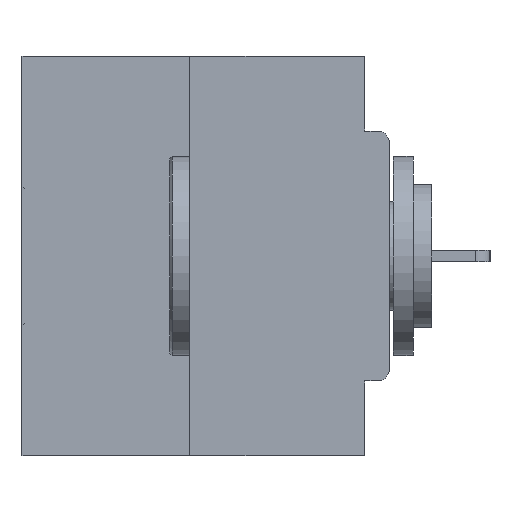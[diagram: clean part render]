
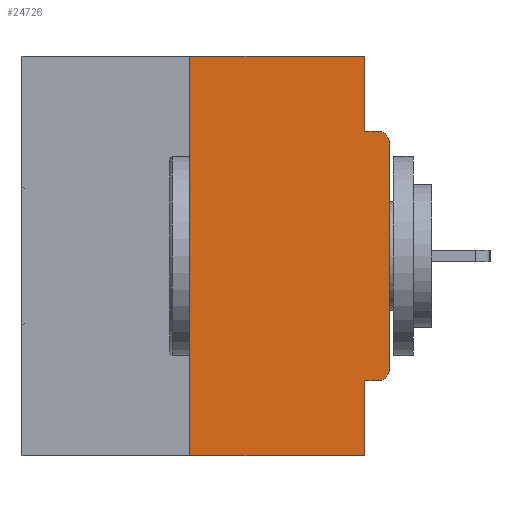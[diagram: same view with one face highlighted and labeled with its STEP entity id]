
A CAD part, left-side view. The second image highlights one B-rep face of the part: STEP entity #24726.
In plain terms, the highlighted planar face has unit normal (-1, 0, 0).
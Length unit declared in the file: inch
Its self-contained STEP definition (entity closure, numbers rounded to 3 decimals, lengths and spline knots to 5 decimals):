
#209 = EDGE_CURVE ( 'NONE', #12267, #32725, #25255, .T. ) ;
#1253 = ORIENTED_EDGE ( 'NONE', *, *, #31729, .F. ) ;
#1550 = ORIENTED_EDGE ( 'NONE', *, *, #19785, .F. ) ;
#1620 = LINE ( 'NONE', #3975, #8605 ) ;
#2205 = EDGE_CURVE ( 'NONE', #24868, #24621, #16310, .T. ) ;
#2723 = VECTOR ( 'NONE', #18642, 39.37008 ) ;
#2927 = ORIENTED_EDGE ( 'NONE', *, *, #21796, .F. ) ;
#2944 = CARTESIAN_POINT ( 'NONE',  ( 0., 0., 0. ) ) ;
#3229 = DIRECTION ( 'NONE',  ( 0., 0., -1. ) ) ;
#3411 = PLANE ( 'NONE',  #7934 ) ;
#3830 = CIRCLE ( 'NONE', #5055, 0.015 ) ;
#3951 = CARTESIAN_POINT ( 'NONE',  ( 0., 0.031, -0.4065 ) ) ;
#3975 = CARTESIAN_POINT ( 'NONE',  ( 0., 0., -0.4065 ) ) ;
#5055 = AXIS2_PLACEMENT_3D ( 'NONE', #15793, #26974, #23699 ) ;
#5641 = CARTESIAN_POINT ( 'NONE',  ( 0., 0.031, -0.5 ) ) ;
#6144 = DIRECTION ( 'NONE',  ( 0., -1., 0. ) ) ;
#6761 = CARTESIAN_POINT ( 'NONE',  ( 0., 0.46, 0. ) ) ;
#6951 = LINE ( 'NONE', #6761, #14750 ) ;
#7011 = CARTESIAN_POINT ( 'NONE',  ( 0., 0.031, -0.0935 ) ) ;
#7435 = LINE ( 'NONE', #30351, #2723 ) ;
#7526 = ORIENTED_EDGE ( 'NONE', *, *, #35960, .F. ) ;
#7793 = CARTESIAN_POINT ( 'NONE',  ( 0., 0., -0.1085 ) ) ;
#7929 = EDGE_CURVE ( 'NONE', #31037, #24621, #7435, .T. ) ;
#7934 = AXIS2_PLACEMENT_3D ( 'NONE', #28340, #28526, #3229 ) ;
#8431 = VERTEX_POINT ( 'NONE', #11206 ) ;
#8605 = VECTOR ( 'NONE', #12409, 39.37008 ) ;
#9671 = DIRECTION ( 'NONE',  ( -1., 0., 0. ) ) ;
#10762 = EDGE_CURVE ( 'NONE', #33150, #30199, #27383, .T. ) ;
#11206 = CARTESIAN_POINT ( 'NONE',  ( 0., 0.25, 0. ) ) ;
#11277 = DIRECTION ( 'NONE',  ( 0., 0., -1. ) ) ;
#11281 = VERTEX_POINT ( 'NONE', #20981 ) ;
#12024 = VECTOR ( 'NONE', #24763, 39.37008 ) ;
#12037 = DIRECTION ( 'NONE',  ( 0., 0., 1. ) ) ;
#12267 = VERTEX_POINT ( 'NONE', #24743 ) ;
#12409 = DIRECTION ( 'NONE',  ( 0., 1., 0. ) ) ;
#12638 = VECTOR ( 'NONE', #11277, 39.37008 ) ;
#13563 = ORIENTED_EDGE ( 'NONE', *, *, #2205, .F. ) ;
#14396 = CARTESIAN_POINT ( 'NONE',  ( 0., 0., -0.0935 ) ) ;
#14750 = VECTOR ( 'NONE', #17985, 39.37008 ) ;
#14889 = VECTOR ( 'NONE', #6144, 39.37008 ) ;
#14962 = EDGE_LOOP ( 'NONE', ( #1550, #7526, #31861, #13563, #1253, #21659, #26886, #25479, #2927, #29670 ) ) ;
#15793 = CARTESIAN_POINT ( 'NONE',  ( 0., 0.015, -0.1085 ) ) ;
#16310 = LINE ( 'NONE', #21612, #12024 ) ;
#17985 = DIRECTION ( 'NONE',  ( 0., -1., 0. ) ) ;
#18642 = DIRECTION ( 'NONE',  ( 0., -1., 0. ) ) ;
#18749 = VECTOR ( 'NONE', #12037, 39.37008 ) ;
#18842 = CARTESIAN_POINT ( 'NONE',  ( 0., 0.015, -0.3915 ) ) ;
#19514 = CARTESIAN_POINT ( 'NONE',  ( 0., 0., -0.3915 ) ) ;
#19624 = CARTESIAN_POINT ( 'NONE',  ( 0., 0.25, 0. ) ) ;
#19785 = EDGE_CURVE ( 'NONE', #8431, #12267, #6951, .T. ) ;
#20981 = CARTESIAN_POINT ( 'NONE',  ( 0., 0.015, -0.0935 ) ) ;
#21612 = CARTESIAN_POINT ( 'NONE',  ( 0., 0.031, -0.5 ) ) ;
#21659 = ORIENTED_EDGE ( 'NONE', *, *, #10762, .T. ) ;
#21796 = EDGE_CURVE ( 'NONE', #32725, #11281, #25251, .T. ) ;
#22766 = LINE ( 'NONE', #2944, #29646 ) ;
#23133 = DIRECTION ( 'NONE',  ( 0., 0., 1. ) ) ;
#23252 = FACE_OUTER_BOUND ( 'NONE', #14962, .T. ) ;
#23699 = DIRECTION ( 'NONE',  ( 0., 0., -1. ) ) ;
#23983 = EDGE_CURVE ( 'NONE', #33568, #11281, #3830, .T. ) ;
#24621 = VERTEX_POINT ( 'NONE', #5641 ) ;
#24726 = ADVANCED_FACE ( 'NONE', ( #23252 ), #3411, .F. ) ;
#24743 = CARTESIAN_POINT ( 'NONE',  ( 0., 0.031, 0. ) ) ;
#24763 = DIRECTION ( 'NONE',  ( 0., 0., -1. ) ) ;
#24868 = VERTEX_POINT ( 'NONE', #3951 ) ;
#25251 = LINE ( 'NONE', #14396, #14889 ) ;
#25255 = LINE ( 'NONE', #33792, #12638 ) ;
#25479 = ORIENTED_EDGE ( 'NONE', *, *, #23983, .T. ) ;
#25638 = AXIS2_PLACEMENT_3D ( 'NONE', #18842, #9671, #26372 ) ;
#26372 = DIRECTION ( 'NONE',  ( 0., 0., -1. ) ) ;
#26886 = ORIENTED_EDGE ( 'NONE', *, *, #31154, .T. ) ;
#26974 = DIRECTION ( 'NONE',  ( -1., 0., 0. ) ) ;
#27383 = CIRCLE ( 'NONE', #25638, 0.015 ) ;
#28340 = CARTESIAN_POINT ( 'NONE',  ( 0., 0.46, 0. ) ) ;
#28526 = DIRECTION ( 'NONE',  ( 1., 0., 0. ) ) ;
#29646 = VECTOR ( 'NONE', #23133, 39.37008 ) ;
#29670 = ORIENTED_EDGE ( 'NONE', *, *, #209, .F. ) ;
#30199 = VERTEX_POINT ( 'NONE', #19514 ) ;
#30351 = CARTESIAN_POINT ( 'NONE',  ( 0., 0.46, -0.5 ) ) ;
#30648 = CARTESIAN_POINT ( 'NONE',  ( 0., 0.25, -0.5 ) ) ;
#31037 = VERTEX_POINT ( 'NONE', #30648 ) ;
#31154 = EDGE_CURVE ( 'NONE', #30199, #33568, #22766, .T. ) ;
#31729 = EDGE_CURVE ( 'NONE', #33150, #24868, #1620, .T. ) ;
#31861 = ORIENTED_EDGE ( 'NONE', *, *, #7929, .T. ) ;
#32381 = CARTESIAN_POINT ( 'NONE',  ( 0., 0.015, -0.4065 ) ) ;
#32725 = VERTEX_POINT ( 'NONE', #7011 ) ;
#33150 = VERTEX_POINT ( 'NONE', #32381 ) ;
#33483 = LINE ( 'NONE', #19624, #18749 ) ;
#33568 = VERTEX_POINT ( 'NONE', #7793 ) ;
#33792 = CARTESIAN_POINT ( 'NONE',  ( 0., 0.031, 0. ) ) ;
#35960 = EDGE_CURVE ( 'NONE', #31037, #8431, #33483, .T. ) ;
